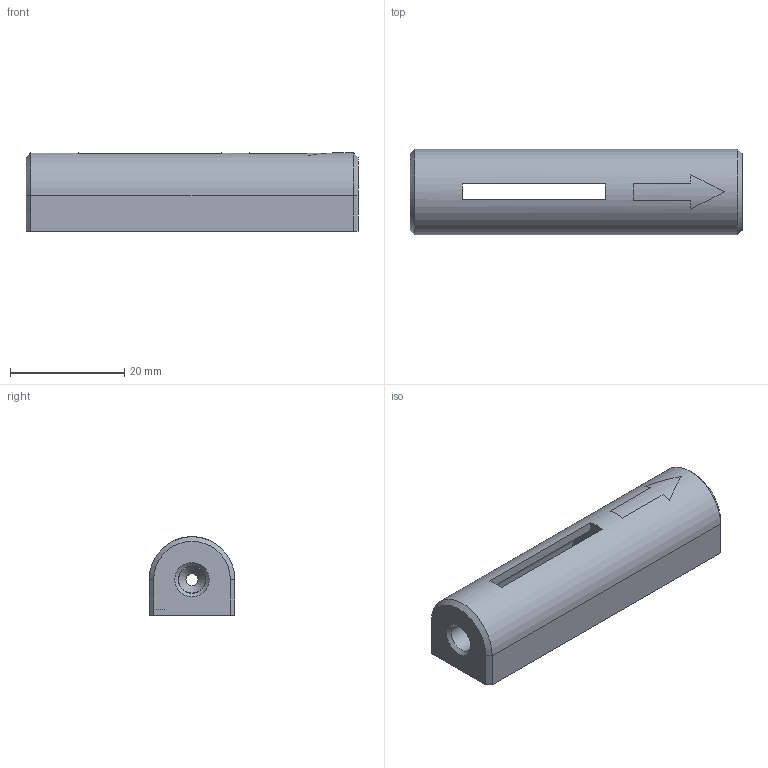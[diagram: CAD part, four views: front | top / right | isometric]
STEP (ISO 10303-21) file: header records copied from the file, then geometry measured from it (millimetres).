
FILE_DESCRIPTION(/* description */ (''),/* implementation_level */ '2;1');
FILE_NAME(/* name */ 'case.step',/* time_stamp */ '2024-08-26T21:18:48-04:00',/* author */ (''),/* organization */ (''),/* preprocessor_version */ 'ST-DEVELOPER v20',/* originating_system */ 'Autodesk Translation Framework v13.14.0.145',/* authorisation */ '');
FILE_SCHEMA (('AUTOMOTIVE_DESIGN { 1 0 10303 214 3 1 1 }'));
Length unit declared in the file: millimetre
Products named in the file (1): case
Bounding box: 58 x 15 x 13.72 mm (x, y, z)
Volume: 5926.2 mm3; surface area: 4730.9 mm2
Topology: 2 solids, 2 shells, 72 faces, 166 edges, 106 vertices
Faces by surface type: plane 54, cylinder 13, cone 5
Full cylindrical faces by diameter (mm): 1.6 x3, 2.1 x1, 3.96 x1, 4.3 x1, 4.8 x2, 8.28 x1, 8.6 x1
Entity records: 2080 total; most frequent: DIRECTION 361, CARTESIAN_POINT 345, ORIENTED_EDGE 332, EDGE_CURVE 166, AXIS2_PLACEMENT_3D 122, LINE 117, VECTOR 117, VERTEX_POINT 106
